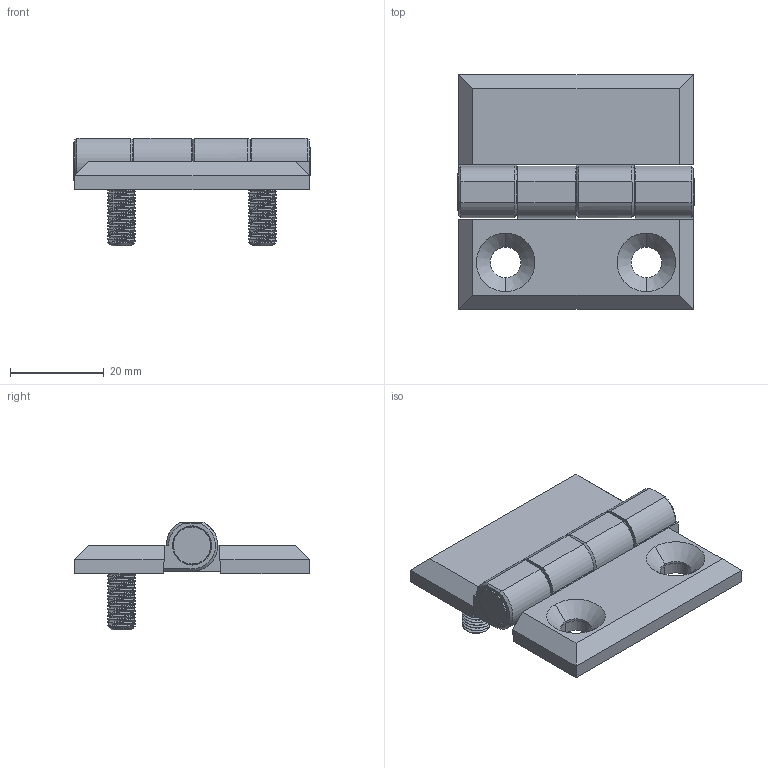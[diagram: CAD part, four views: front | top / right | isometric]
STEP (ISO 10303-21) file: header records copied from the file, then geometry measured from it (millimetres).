
FILE_DESCRIPTION (( 'STEP AP203' ), '1' );
FILE_NAME ('MY5050.35.0.2.PLASTIK.STEP', '2022-08-01T09:13:46', ( '' ), ( '' ), 'SwSTEP 2.0', 'SolidWorks 2021', '' );
FILE_SCHEMA (( 'CONFIG_CONTROL_DESIGN' ));
Length unit declared in the file: millimetre
Products named in the file (1): MY5050.35.0.2.PLASTIK
Bounding box: 50.3 x 50.01 x 23 mm (x, y, z)
Surface area: 10477 mm2 (no closed solid volume)
Topology: 0 solids, 12 shells, 309 faces, 885 edges, 592 vertices
Faces by surface type: plane 123, cylinder 111, cone 41, bspline 34
Entity records: 17406 total; most frequent: CARTESIAN_POINT 9985, ORIENTED_EDGE 1651, DIRECTION 1260, EDGE_CURVE 885, VERTEX_POINT 592, LINE 456, VECTOR 456, AXIS2_PLACEMENT_3D 402
